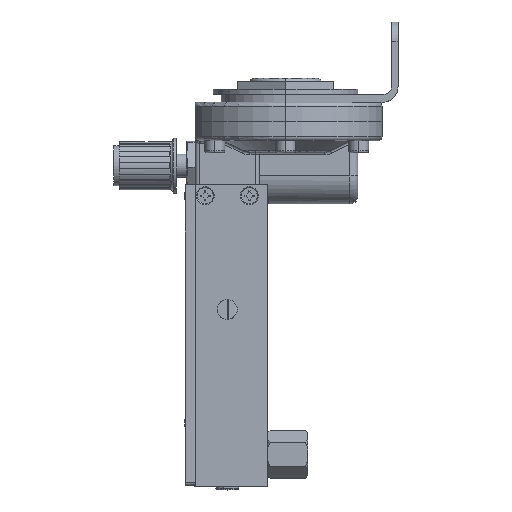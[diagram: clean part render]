
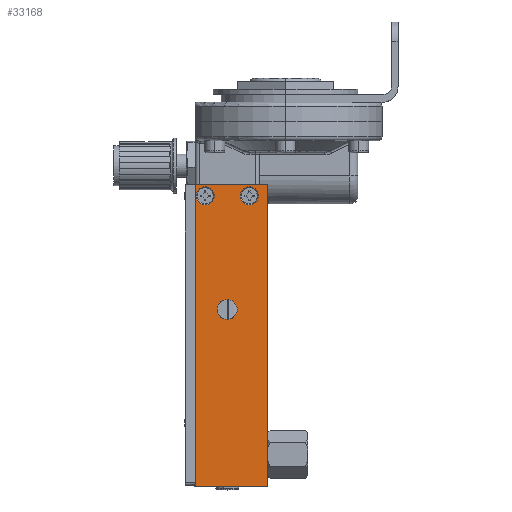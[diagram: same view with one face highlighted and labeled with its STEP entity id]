
A CAD part, top view. The second image highlights one B-rep face of the part: STEP entity #33168.
In plain terms, the highlighted planar face has unit normal (0, 0, 1).
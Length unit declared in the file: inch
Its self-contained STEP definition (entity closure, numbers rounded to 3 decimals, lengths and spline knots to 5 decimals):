
#60 = DIRECTION ( 'NONE',  ( 0., 0., 1. ) ) ;
#500 = LINE ( 'NONE', #49998, #21613 ) ;
#888 = CARTESIAN_POINT ( 'NONE',  ( -1.08393, -1.7919, -0.68479 ) ) ;
#1236 = FACE_BOUND ( 'NONE', #28430, .T. ) ;
#1322 = CARTESIAN_POINT ( 'NONE',  ( -0.58393, 0.9581, -0.68479 ) ) ;
#1627 = EDGE_CURVE ( 'NONE', #47900, #13530, #33268, .T. ) ;
#2303 = FACE_BOUND ( 'NONE', #24040, .T. ) ;
#3559 = AXIS2_PLACEMENT_3D ( 'NONE', #26653, #17580, #46740 ) ;
#4011 = DIRECTION ( 'NONE',  ( 0., 0., 1. ) ) ;
#4544 = VECTOR ( 'NONE', #18410, 39.37008 ) ;
#5743 = EDGE_CURVE ( 'NONE', #19557, #48526, #24107, .T. ) ;
#6111 = CARTESIAN_POINT ( 'NONE',  ( -0.42768, 0.9581, -0.68479 ) ) ;
#6850 = VECTOR ( 'NONE', #31585, 39.37008 ) ;
#7228 = ORIENTED_EDGE ( 'NONE', *, *, #7373, .F. ) ;
#7373 = EDGE_CURVE ( 'NONE', #20040, #16191, #52715, .T. ) ;
#8753 = AXIS2_PLACEMENT_3D ( 'NONE', #52047, #11438, #22657 ) ;
#10110 = EDGE_CURVE ( 'NONE', #12215, #49539, #31880, .T. ) ;
#10355 = VECTOR ( 'NONE', #48718, 39.37008 ) ;
#10719 = CARTESIAN_POINT ( 'NONE',  ( -0.92693, 2.7251, -0.68479 ) ) ;
#10856 = CARTESIAN_POINT ( 'NONE',  ( -0.58393, 0.9581, -0.68479 ) ) ;
#11305 = EDGE_CURVE ( 'NONE', #13530, #47900, #23129, .T. ) ;
#11438 = DIRECTION ( 'NONE',  ( 0., 0., 1. ) ) ;
#11869 = VERTEX_POINT ( 'NONE', #23474 ) ;
#12215 = VERTEX_POINT ( 'NONE', #23610 ) ;
#12883 = DIRECTION ( 'NONE',  ( -1., 0., 0. ) ) ;
#12889 = ORIENTED_EDGE ( 'NONE', *, *, #50414, .F. ) ;
#13106 = DIRECTION ( 'NONE',  ( -1., 0., 0. ) ) ;
#13530 = VERTEX_POINT ( 'NONE', #39122 ) ;
#15297 = CARTESIAN_POINT ( 'NONE',  ( 0.04107, -1.7919, -0.68479 ) ) ;
#16191 = VERTEX_POINT ( 'NONE', #43658 ) ;
#16590 = DIRECTION ( 'NONE',  ( -1., 0., 0. ) ) ;
#17426 = ORIENTED_EDGE ( 'NONE', *, *, #5743, .F. ) ;
#17580 = DIRECTION ( 'NONE',  ( 0., 0., -1. ) ) ;
#17689 = AXIS2_PLACEMENT_3D ( 'NONE', #10719, #31527, #47586 ) ;
#18410 = DIRECTION ( 'NONE',  ( 0., 1., 0. ) ) ;
#18531 = VERTEX_POINT ( 'NONE', #36218 ) ;
#18840 = AXIS2_PLACEMENT_3D ( 'NONE', #1322, #21440, #12883 ) ;
#19557 = VERTEX_POINT ( 'NONE', #23056 ) ;
#20040 = VERTEX_POINT ( 'NONE', #39509 ) ;
#21440 = DIRECTION ( 'NONE',  ( 0., 0., 1. ) ) ;
#21613 = VECTOR ( 'NONE', #13106, 39.37008 ) ;
#22657 = DIRECTION ( 'NONE',  ( -1., 0., 0. ) ) ;
#23056 = CARTESIAN_POINT ( 'NONE',  ( -0.09993, 2.7251, -0.68479 ) ) ;
#23129 = CIRCLE ( 'NONE', #18840, 0.15625 ) ;
#23474 = CARTESIAN_POINT ( 'NONE',  ( 0.04107, 2.8981, -0.68479 ) ) ;
#23610 = CARTESIAN_POINT ( 'NONE',  ( 0.04107, -1.7919, -0.68479 ) ) ;
#24008 = CIRCLE ( 'NONE', #46184, 0.14 ) ;
#24040 = EDGE_LOOP ( 'NONE', ( #25904, #7228 ) ) ;
#24107 = CIRCLE ( 'NONE', #8753, 0.14 ) ;
#24334 = CARTESIAN_POINT ( 'NONE',  ( -0.92693, 2.7251, -0.68479 ) ) ;
#24386 = EDGE_LOOP ( 'NONE', ( #12889, #17426 ) ) ;
#24448 = EDGE_CURVE ( 'NONE', #49539, #18531, #26959, .T. ) ;
#25904 = ORIENTED_EDGE ( 'NONE', *, *, #36753, .F. ) ;
#26653 = CARTESIAN_POINT ( 'NONE',  ( 0.04107, -1.7919, -0.68479 ) ) ;
#26951 = ORIENTED_EDGE ( 'NONE', *, *, #1627, .F. ) ;
#26959 = LINE ( 'NONE', #42480, #4544 ) ;
#28115 = DIRECTION ( 'NONE',  ( 0., 0., 1. ) ) ;
#28430 = EDGE_LOOP ( 'NONE', ( #35473, #26951 ) ) ;
#30143 = PLANE ( 'NONE',  #3559 ) ;
#31477 = EDGE_CURVE ( 'NONE', #12215, #11869, #32119, .T. ) ;
#31527 = DIRECTION ( 'NONE',  ( 0., 0., 1. ) ) ;
#31585 = DIRECTION ( 'NONE',  ( 0., 1., 0. ) ) ;
#31880 = LINE ( 'NONE', #48196, #10355 ) ;
#32119 = LINE ( 'NONE', #15297, #6850 ) ;
#33168 = ADVANCED_FACE ( 'NONE', ( #42440, #2303, #1236, #50742 ), #30143, .F. ) ;
#33268 = CIRCLE ( 'NONE', #49506, 0.15625 ) ;
#34791 = EDGE_CURVE ( 'NONE', #11869, #18531, #500, .T. ) ;
#35473 = ORIENTED_EDGE ( 'NONE', *, *, #11305, .F. ) ;
#36218 = CARTESIAN_POINT ( 'NONE',  ( -1.08393, 2.8981, -0.68479 ) ) ;
#36753 = EDGE_CURVE ( 'NONE', #16191, #20040, #51793, .T. ) ;
#38912 = ORIENTED_EDGE ( 'NONE', *, *, #31477, .T. ) ;
#39122 = CARTESIAN_POINT ( 'NONE',  ( -0.74018, 0.9581, -0.68479 ) ) ;
#39509 = CARTESIAN_POINT ( 'NONE',  ( -0.78693, 2.7251, -0.68479 ) ) ;
#39614 = ORIENTED_EDGE ( 'NONE', *, *, #24448, .F. ) ;
#41016 = DIRECTION ( 'NONE',  ( -1., 0., 0. ) ) ;
#42440 = FACE_BOUND ( 'NONE', #24386, .T. ) ;
#42480 = CARTESIAN_POINT ( 'NONE',  ( -1.08393, -1.7919, -0.68479 ) ) ;
#43658 = CARTESIAN_POINT ( 'NONE',  ( -1.06693, 2.7251, -0.68479 ) ) ;
#44460 = DIRECTION ( 'NONE',  ( -1., 0., 0. ) ) ;
#45018 = ORIENTED_EDGE ( 'NONE', *, *, #34791, .T. ) ;
#45341 = CARTESIAN_POINT ( 'NONE',  ( -0.37993, 2.7251, -0.68479 ) ) ;
#46184 = AXIS2_PLACEMENT_3D ( 'NONE', #48453, #28115, #44460 ) ;
#46740 = DIRECTION ( 'NONE',  ( 1., 0., 0. ) ) ;
#47586 = DIRECTION ( 'NONE',  ( -1., 0., 0. ) ) ;
#47900 = VERTEX_POINT ( 'NONE', #6111 ) ;
#48196 = CARTESIAN_POINT ( 'NONE',  ( 0.04107, -1.7919, -0.68479 ) ) ;
#48401 = AXIS2_PLACEMENT_3D ( 'NONE', #24334, #4011, #16590 ) ;
#48453 = CARTESIAN_POINT ( 'NONE',  ( -0.23993, 2.7251, -0.68479 ) ) ;
#48526 = VERTEX_POINT ( 'NONE', #45341 ) ;
#48677 = EDGE_LOOP ( 'NONE', ( #45018, #39614, #50289, #38912 ) ) ;
#48718 = DIRECTION ( 'NONE',  ( -1., 0., 0. ) ) ;
#49506 = AXIS2_PLACEMENT_3D ( 'NONE', #10856, #60, #41016 ) ;
#49539 = VERTEX_POINT ( 'NONE', #888 ) ;
#49998 = CARTESIAN_POINT ( 'NONE',  ( 0.04107, 2.8981, -0.68479 ) ) ;
#50289 = ORIENTED_EDGE ( 'NONE', *, *, #10110, .F. ) ;
#50414 = EDGE_CURVE ( 'NONE', #48526, #19557, #24008, .T. ) ;
#50742 = FACE_OUTER_BOUND ( 'NONE', #48677, .T. ) ;
#51793 = CIRCLE ( 'NONE', #48401, 0.14 ) ;
#52047 = CARTESIAN_POINT ( 'NONE',  ( -0.23993, 2.7251, -0.68479 ) ) ;
#52715 = CIRCLE ( 'NONE', #17689, 0.14 ) ;
